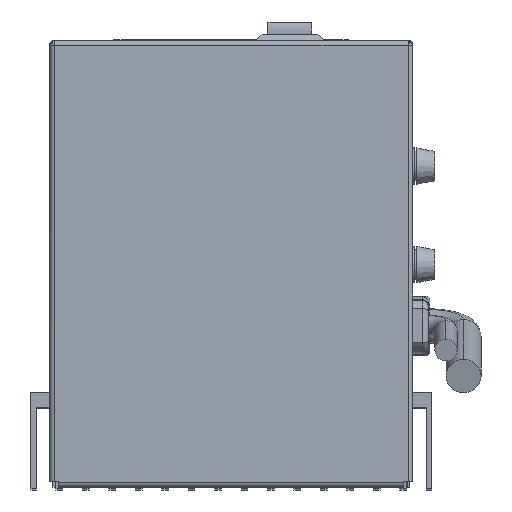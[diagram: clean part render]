
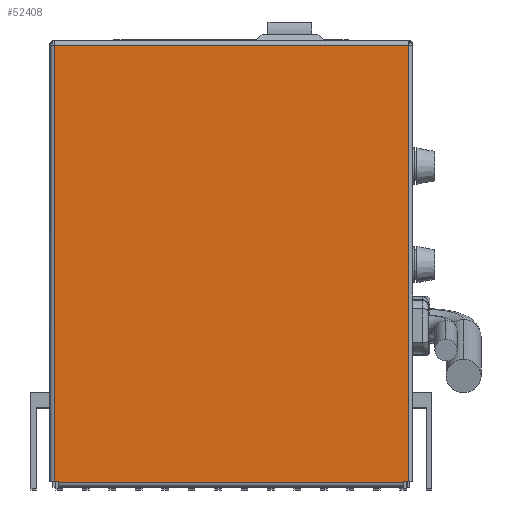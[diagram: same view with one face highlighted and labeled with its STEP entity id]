
A CAD part, top view. The second image highlights one B-rep face of the part: STEP entity #52408.
In plain terms, the highlighted face is planar.
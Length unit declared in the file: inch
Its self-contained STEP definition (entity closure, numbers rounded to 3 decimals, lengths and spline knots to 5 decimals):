
#482 = ORIENTED_EDGE ( 'NONE', *, *, #20716, .T. ) ;
#518 = PLANE ( 'NONE',  #39168 ) ;
#2336 = EDGE_CURVE ( 'NONE', #24250, #75332, #54885, .T. ) ;
#7125 = DIRECTION ( 'NONE',  ( 0., 0., -1. ) ) ;
#7977 = CARTESIAN_POINT ( 'NONE',  ( -5.42281, 3.76, -2.98001 ) ) ;
#8416 = VERTEX_POINT ( 'NONE', #45218 ) ;
#10369 = CARTESIAN_POINT ( 'NONE',  ( -5.42281, -3.66625, -2.90625 ) ) ;
#11595 = VECTOR ( 'NONE', #7125, 39.37008 ) ;
#12148 = DIRECTION ( 'NONE',  ( 0., 1., 0. ) ) ;
#13811 = ORIENTED_EDGE ( 'NONE', *, *, #40765, .T. ) ;
#16322 = ORIENTED_EDGE ( 'NONE', *, *, #44226, .T. ) ;
#16999 = LINE ( 'NONE', #70357, #65677 ) ;
#19225 = LINE ( 'NONE', #7977, #22463 ) ;
#20275 = CARTESIAN_POINT ( 'NONE',  ( -5.42281, -3.66625, 2.90625 ) ) ;
#20716 = EDGE_CURVE ( 'NONE', #75332, #50387, #16999, .T. ) ;
#22463 = VECTOR ( 'NONE', #42449, 39.37008 ) ;
#23550 = DIRECTION ( 'NONE',  ( 0., 1., 0. ) ) ;
#24020 = VECTOR ( 'NONE', #23550, 39.37008 ) ;
#24066 = EDGE_CURVE ( 'NONE', #49471, #26357, #50467, .T. ) ;
#24250 = VERTEX_POINT ( 'NONE', #70905 ) ;
#25474 = CARTESIAN_POINT ( 'NONE',  ( -5.42281, -3.66625, 2.90625 ) ) ;
#26357 = VERTEX_POINT ( 'NONE', #10369 ) ;
#26934 = CARTESIAN_POINT ( 'NONE',  ( -5.42281, -3.66625, -2.90625 ) ) ;
#28171 = EDGE_CURVE ( 'NONE', #63361, #39573, #30729, .T. ) ;
#28831 = VECTOR ( 'NONE', #56019, 39.37008 ) ;
#29668 = EDGE_CURVE ( 'NONE', #50387, #63361, #76596, .T. ) ;
#29679 = DIRECTION ( 'NONE',  ( 0., 0., 1. ) ) ;
#30623 = ORIENTED_EDGE ( 'NONE', *, *, #28171, .T. ) ;
#30729 = LINE ( 'NONE', #56143, #11595 ) ;
#34162 = CARTESIAN_POINT ( 'NONE',  ( -5.42281, 3.6822, 2.98001 ) ) ;
#35659 = EDGE_LOOP ( 'NONE', ( #16322, #13811, #67943, #482, #52064, #30623, #58596, #44499 ) ) ;
#39168 = AXIS2_PLACEMENT_3D ( 'NONE', #41574, #65159, #12148 ) ;
#39573 = VERTEX_POINT ( 'NONE', #68102 ) ;
#40765 = EDGE_CURVE ( 'NONE', #8416, #24250, #58323, .T. ) ;
#40884 = EDGE_CURVE ( 'NONE', #39573, #49471, #19225, .T. ) ;
#41574 = CARTESIAN_POINT ( 'NONE',  ( -5.42281, 3.76, 3.05781 ) ) ;
#42449 = DIRECTION ( 'NONE',  ( 0., -1., 0. ) ) ;
#44226 = EDGE_CURVE ( 'NONE', #26357, #8416, #63708, .T. ) ;
#44499 = ORIENTED_EDGE ( 'NONE', *, *, #24066, .T. ) ;
#45218 = CARTESIAN_POINT ( 'NONE',  ( -5.42281, -3.6822, -2.90625 ) ) ;
#49339 = CARTESIAN_POINT ( 'NONE',  ( -5.42281, -3.66625, -2.98001 ) ) ;
#49471 = VERTEX_POINT ( 'NONE', #49339 ) ;
#50387 = VERTEX_POINT ( 'NONE', #56733 ) ;
#50467 = LINE ( 'NONE', #75202, #68120 ) ;
#50559 = DIRECTION ( 'NONE',  ( 0., -1., 0. ) ) ;
#52064 = ORIENTED_EDGE ( 'NONE', *, *, #29668, .T. ) ;
#52408 = ADVANCED_FACE ( 'NONE', ( #70931 ), #518, .F. ) ;
#52596 = DIRECTION ( 'NONE',  ( 0., 0., 1. ) ) ;
#54885 = LINE ( 'NONE', #25474, #28831 ) ;
#56019 = DIRECTION ( 'NONE',  ( 0., 1., 0. ) ) ;
#56143 = CARTESIAN_POINT ( 'NONE',  ( -5.42281, 3.6822, 3.05781 ) ) ;
#56733 = CARTESIAN_POINT ( 'NONE',  ( -5.42281, -3.66625, 2.98001 ) ) ;
#58323 = LINE ( 'NONE', #59101, #70616 ) ;
#58596 = ORIENTED_EDGE ( 'NONE', *, *, #40884, .T. ) ;
#59101 = CARTESIAN_POINT ( 'NONE',  ( -5.42281, -3.6822, 3.05781 ) ) ;
#59936 = CARTESIAN_POINT ( 'NONE',  ( -5.42281, 3.6822, 2.98001 ) ) ;
#60858 = VECTOR ( 'NONE', #50559, 39.37008 ) ;
#62453 = DIRECTION ( 'NONE',  ( 0., 0., 1. ) ) ;
#63361 = VERTEX_POINT ( 'NONE', #34162 ) ;
#63708 = LINE ( 'NONE', #26934, #60858 ) ;
#65159 = DIRECTION ( 'NONE',  ( 1., 0., 0. ) ) ;
#65677 = VECTOR ( 'NONE', #52596, 39.37008 ) ;
#67943 = ORIENTED_EDGE ( 'NONE', *, *, #2336, .T. ) ;
#68102 = CARTESIAN_POINT ( 'NONE',  ( -5.42281, 3.6822, -2.98001 ) ) ;
#68120 = VECTOR ( 'NONE', #62453, 39.37008 ) ;
#70357 = CARTESIAN_POINT ( 'NONE',  ( -5.42281, -3.66625, 3.05781 ) ) ;
#70616 = VECTOR ( 'NONE', #29679, 39.37008 ) ;
#70905 = CARTESIAN_POINT ( 'NONE',  ( -5.42281, -3.6822, 2.90625 ) ) ;
#70931 = FACE_OUTER_BOUND ( 'NONE', #35659, .T. ) ;
#75202 = CARTESIAN_POINT ( 'NONE',  ( -5.42281, -3.66625, -3.05781 ) ) ;
#75332 = VERTEX_POINT ( 'NONE', #20275 ) ;
#76596 = LINE ( 'NONE', #59936, #24020 ) ;
